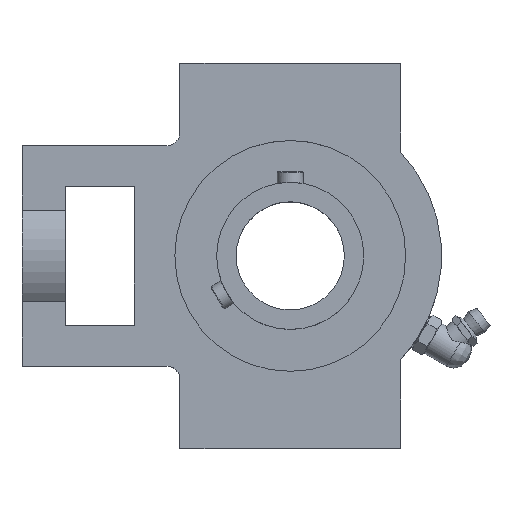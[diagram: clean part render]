
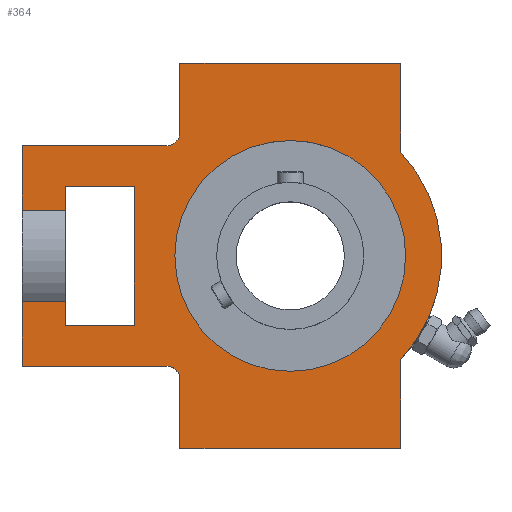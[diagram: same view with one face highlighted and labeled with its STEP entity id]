
A CAD part, top view. The second image highlights one B-rep face of the part: STEP entity #364.
In plain terms, the highlighted planar face has unit normal (0, 0, 1).
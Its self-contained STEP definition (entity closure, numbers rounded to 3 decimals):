
#364 = ADVANCED_FACE( '', ( #759, #760 ), #761, .T. );
#759 = FACE_BOUND( '', #1186, .T. );
#760 = FACE_OUTER_BOUND( '', #1187, .T. );
#761 = PLANE( '', #1188 );
#1186 = EDGE_LOOP( '', ( #2064 ) );
#1187 = EDGE_LOOP( '', ( #2065, #2066, #2067, #2068, #2069, #2070, #2071, #2072, #2073, #2074, #2075, #2076, #2077, #2078, #2079, #2080, #2081, #2082, #2083, #2084 ) );
#1188 = AXIS2_PLACEMENT_3D( '', #2085, #2086, #2087 );
#2064 = ORIENTED_EDGE( '', *, *, #2339, .F. );
#2065 = ORIENTED_EDGE( '', *, *, #2502, .T. );
#2066 = ORIENTED_EDGE( '', *, *, #2344, .T. );
#2067 = ORIENTED_EDGE( '', *, *, #2451, .F. );
#2068 = ORIENTED_EDGE( '', *, *, #2243, .F. );
#2069 = ORIENTED_EDGE( '', *, *, #2505, .F. );
#2070 = ORIENTED_EDGE( '', *, *, #2459, .F. );
#2071 = ORIENTED_EDGE( '', *, *, #2452, .F. );
#2072 = ORIENTED_EDGE( '', *, *, #2346, .T. );
#2073 = ORIENTED_EDGE( '', *, *, #2501, .T. );
#2074 = ORIENTED_EDGE( '', *, *, #2466, .T. );
#2075 = ORIENTED_EDGE( '', *, *, #2477, .F. );
#2076 = ORIENTED_EDGE( '', *, *, #2506, .T. );
#2077 = ORIENTED_EDGE( '', *, *, #2202, .T. );
#2078 = ORIENTED_EDGE( '', *, *, #2195, .T. );
#2079 = ORIENTED_EDGE( '', *, *, #2359, .T. );
#2080 = ORIENTED_EDGE( '', *, *, #2369, .T. );
#2081 = ORIENTED_EDGE( '', *, *, #2499, .T. );
#2082 = ORIENTED_EDGE( '', *, *, #2225, .T. );
#2083 = ORIENTED_EDGE( '', *, *, #2485, .F. );
#2084 = ORIENTED_EDGE( '', *, *, #2230, .T. );
#2085 = CARTESIAN_POINT( '', ( -28.5, -28.5, 12. ) );
#2086 = DIRECTION( '', ( 0., 0., 1. ) );
#2087 = DIRECTION( '', ( 1., 0., 0. ) );
#2195 = EDGE_CURVE( '', #2580, #2578, #2581, .T. );
#2202 = EDGE_CURVE( '', #2590, #2580, #2591, .T. );
#2225 = EDGE_CURVE( '', #2628, #2626, #2629, .T. );
#2230 = EDGE_CURVE( '', #2637, #2635, #2638, .T. );
#2243 = EDGE_CURVE( '', #2657, #2659, #2660, .T. );
#2339 = EDGE_CURVE( '', #2808, #2808, #2809, .T. );
#2344 = EDGE_CURVE( '', #2814, #2815, #2816, .F. );
#2346 = EDGE_CURVE( '', #2819, #2817, #2820, .T. );
#2359 = EDGE_CURVE( '', #2578, #2837, #2839, .T. );
#2369 = EDGE_CURVE( '', #2837, #2851, #2853, .T. );
#2451 = EDGE_CURVE( '', #2659, #2815, #2957, .T. );
#2452 = EDGE_CURVE( '', #2819, #2958, #2959, .T. );
#2459 = EDGE_CURVE( '', #2958, #2968, #2969, .T. );
#2466 = EDGE_CURVE( '', #2977, #2975, #2978, .T. );
#2477 = EDGE_CURVE( '', #2989, #2975, #2991, .T. );
#2485 = EDGE_CURVE( '', #2637, #2626, #3002, .T. );
#2499 = EDGE_CURVE( '', #2851, #2628, #3017, .T. );
#2501 = EDGE_CURVE( '', #2817, #2977, #3019, .T. );
#2502 = EDGE_CURVE( '', #2635, #2814, #3020, .T. );
#2505 = EDGE_CURVE( '', #2968, #2657, #3023, .T. );
#2506 = EDGE_CURVE( '', #2989, #2590, #3024, .T. );
#2578 = VERTEX_POINT( '', #3167 );
#2580 = VERTEX_POINT( '', #3170 );
#2581 = LINE( '', #3171, #3172 );
#2590 = VERTEX_POINT( '', #3185 );
#2591 = LINE( '', #3186, #3187 );
#2626 = VERTEX_POINT( '', #3277 );
#2628 = VERTEX_POINT( '', #3280 );
#2629 = LINE( '', #3281, #3282 );
#2635 = VERTEX_POINT( '', #3290 );
#2637 = VERTEX_POINT( '', #3293 );
#2638 = LINE( '', #3294, #3295 );
#2657 = VERTEX_POINT( '', #3327 );
#2659 = VERTEX_POINT( '', #3330 );
#2660 = LINE( '', #3331, #3332 );
#2808 = VERTEX_POINT( '', #3672 );
#2809 = CIRCLE( '', #3673, 26.675 );
#2814 = VERTEX_POINT( '', #3678 );
#2815 = VERTEX_POINT( '', #3679 );
#2816 = LINE( '', #3680, #3681 );
#2817 = VERTEX_POINT( '', #3682 );
#2819 = VERTEX_POINT( '', #3684 );
#2820 = LINE( '', #3685, #3686 );
#2837 = VERTEX_POINT( '', #3843 );
#2839 = CIRCLE( '', #3846, 35. );
#2851 = VERTEX_POINT( '', #3868 );
#2853 = LINE( '', #3871, #3872 );
#2957 = LINE( '', #4241, #4242 );
#2958 = VERTEX_POINT( '', #4243 );
#2959 = LINE( '', #4244, #4245 );
#2968 = VERTEX_POINT( '', #4255 );
#2969 = LINE( '', #4256, #4257 );
#2975 = VERTEX_POINT( '', #4272 );
#2977 = VERTEX_POINT( '', #4275 );
#2978 = LINE( '', #4276, #4277 );
#2989 = VERTEX_POINT( '', #4290 );
#2991 = CIRCLE( '', #4293, 3. );
#3002 = CIRCLE( '', #4308, 3. );
#3017 = LINE( '', #4329, #4330 );
#3019 = LINE( '', #4332, #4333 );
#3020 = LINE( '', #4334, #4335 );
#3023 = LINE( '', #4338, #4339 );
#3024 = LINE( '', #4340, #4341 );
#3167 = CARTESIAN_POINT( '', ( 25.5, -23.974, 12. ) );
#3170 = CARTESIAN_POINT( '', ( 25.5, -44.5, 12. ) );
#3171 = CARTESIAN_POINT( '', ( 25.5, -44.5, 12. ) );
#3172 = VECTOR( '', #4382, 1000. );
#3185 = CARTESIAN_POINT( '', ( -25.5, -44.5, 12. ) );
#3186 = CARTESIAN_POINT( '', ( -25.5, -44.5, 12. ) );
#3187 = VECTOR( '', #4387, 1000. );
#3277 = CARTESIAN_POINT( '', ( -25.5, 28.5, 12. ) );
#3280 = CARTESIAN_POINT( '', ( -25.5, 44.5, 12. ) );
#3281 = CARTESIAN_POINT( '', ( -25.5, 44.5, 12. ) );
#3282 = VECTOR( '', #4400, 1000. );
#3290 = CARTESIAN_POINT( '', ( -62., 25.5, 12. ) );
#3293 = CARTESIAN_POINT( '', ( -28.5, 25.5, 12. ) );
#3294 = CARTESIAN_POINT( '', ( -28.5, 25.5, 12. ) );
#3295 = VECTOR( '', #4404, 1000. );
#3327 = CARTESIAN_POINT( '', ( -36., 16., 12. ) );
#3330 = CARTESIAN_POINT( '', ( -52., 16., 12. ) );
#3331 = CARTESIAN_POINT( '', ( -36., 16., 12. ) );
#3332 = VECTOR( '', #4414, 1000. );
#3672 = CARTESIAN_POINT( '', ( 26.675, 0., 12. ) );
#3673 = AXIS2_PLACEMENT_3D( '', #4498, #4499, #4500 );
#3678 = CARTESIAN_POINT( '', ( -62., 10.583, 12. ) );
#3679 = CARTESIAN_POINT( '', ( -52., 10.583, 12. ) );
#3680 = CARTESIAN_POINT( '', ( -52., 10.583, 12. ) );
#3681 = VECTOR( '', #4507, 1000. );
#3682 = CARTESIAN_POINT( '', ( -62., -10.583, 12. ) );
#3684 = CARTESIAN_POINT( '', ( -52., -10.583, 12. ) );
#3685 = CARTESIAN_POINT( '', ( -52., -10.583, 12. ) );
#3686 = VECTOR( '', #4511, 1000. );
#3843 = CARTESIAN_POINT( '', ( 25.5, 23.974, 12. ) );
#3846 = AXIS2_PLACEMENT_3D( '', #4520, #4521, #4522 );
#3868 = CARTESIAN_POINT( '', ( 25.5, 44.5, 12. ) );
#3871 = CARTESIAN_POINT( '', ( 25.5, 23.974, 12. ) );
#3872 = VECTOR( '', #4530, 1000. );
#4241 = CARTESIAN_POINT( '', ( -52., 16., 12. ) );
#4242 = VECTOR( '', #4601, 1000. );
#4243 = CARTESIAN_POINT( '', ( -52., -16., 12. ) );
#4244 = CARTESIAN_POINT( '', ( -52., 16., 12. ) );
#4245 = VECTOR( '', #4602, 1000. );
#4255 = CARTESIAN_POINT( '', ( -36., -16., 12. ) );
#4256 = CARTESIAN_POINT( '', ( -52., -16., 12. ) );
#4257 = VECTOR( '', #4610, 1000. );
#4272 = CARTESIAN_POINT( '', ( -28.5, -25.5, 12. ) );
#4275 = CARTESIAN_POINT( '', ( -62., -25.5, 12. ) );
#4276 = CARTESIAN_POINT( '', ( -62., -25.5, 12. ) );
#4277 = VECTOR( '', #4613, 1000. );
#4290 = CARTESIAN_POINT( '', ( -25.5, -28.5, 12. ) );
#4293 = AXIS2_PLACEMENT_3D( '', #4620, #4621, #4622 );
#4308 = AXIS2_PLACEMENT_3D( '', #4627, #4628, #4629 );
#4329 = CARTESIAN_POINT( '', ( 25.5, 44.5, 12. ) );
#4330 = VECTOR( '', #4636, 1000. );
#4332 = CARTESIAN_POINT( '', ( -62., 25.5, 12. ) );
#4333 = VECTOR( '', #4637, 1000. );
#4334 = CARTESIAN_POINT( '', ( -62., 25.5, 12. ) );
#4335 = VECTOR( '', #4638, 1000. );
#4338 = CARTESIAN_POINT( '', ( -36., -16., 12. ) );
#4339 = VECTOR( '', #4639, 1000. );
#4340 = CARTESIAN_POINT( '', ( -25.5, -28.5, 12. ) );
#4341 = VECTOR( '', #4640, 1000. );
#4382 = DIRECTION( '', ( 0., 1., 0. ) );
#4387 = DIRECTION( '', ( 1., 0., 0. ) );
#4400 = DIRECTION( '', ( 0., -1., 0. ) );
#4404 = DIRECTION( '', ( -1., 0., 0. ) );
#4414 = DIRECTION( '', ( -1., 0., 0. ) );
#4498 = CARTESIAN_POINT( '', ( 0., 0., 12. ) );
#4499 = DIRECTION( '', ( 0., 0., 1. ) );
#4500 = DIRECTION( '', ( 1., 0., 0. ) );
#4507 = DIRECTION( '', ( -1., 0., 0. ) );
#4511 = DIRECTION( '', ( -1., 0., 0. ) );
#4520 = CARTESIAN_POINT( '', ( 0., 0., 12. ) );
#4521 = DIRECTION( '', ( 0., 0., 1. ) );
#4522 = DIRECTION( '', ( 1., 0., 0. ) );
#4530 = DIRECTION( '', ( 0., 1., 0. ) );
#4601 = DIRECTION( '', ( 0., -1., 0. ) );
#4602 = DIRECTION( '', ( 0., -1., 0. ) );
#4610 = DIRECTION( '', ( 1., 0., 0. ) );
#4613 = DIRECTION( '', ( 1., 0., 0. ) );
#4620 = CARTESIAN_POINT( '', ( -28.5, -28.5, 12. ) );
#4621 = DIRECTION( '', ( 0., 0., 1. ) );
#4622 = DIRECTION( '', ( 1., 0., 0. ) );
#4627 = CARTESIAN_POINT( '', ( -28.5, 28.5, 12. ) );
#4628 = DIRECTION( '', ( 0., 0., 1. ) );
#4629 = DIRECTION( '', ( 1., 0., 0. ) );
#4636 = DIRECTION( '', ( -1., 0., 0. ) );
#4637 = DIRECTION( '', ( 0., -1., 0. ) );
#4638 = DIRECTION( '', ( 0., -1., 0. ) );
#4639 = DIRECTION( '', ( 0., 1., 0. ) );
#4640 = DIRECTION( '', ( 0., -1., 0. ) );
